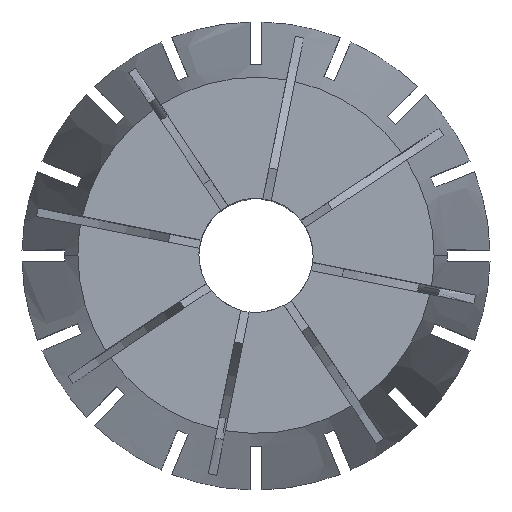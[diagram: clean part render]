
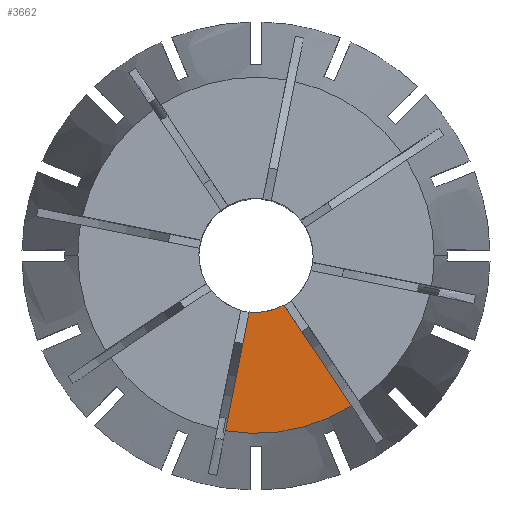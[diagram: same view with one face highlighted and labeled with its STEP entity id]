
A CAD part, top view. The second image highlights one B-rep face of the part: STEP entity #3662.
In plain terms, the highlighted planar face has unit normal (0, 0, 1).
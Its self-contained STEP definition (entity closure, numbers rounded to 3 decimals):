
#206 = VERTEX_POINT ( 'NONE', #1995 ) ;
#248 = EDGE_CURVE ( 'NONE', #4642, #206, #3658, .T. ) ;
#342 = CARTESIAN_POINT ( 'NONE',  ( 8.35, -13.172, 0. ) ) ;
#379 = DIRECTION ( 'NONE',  ( -1., 0., 0. ) ) ;
#961 = CIRCLE ( 'NONE', #6084, 15.595 ) ;
#1013 = CIRCLE ( 'NONE', #1856, 5. ) ;
#1614 = VERTEX_POINT ( 'NONE', #3084 ) ;
#1685 = EDGE_LOOP ( 'NONE', ( #1880, #2807, #2927, #6895 ) ) ;
#1840 = DIRECTION ( 'NONE',  ( 0., 0., 1. ) ) ;
#1856 = AXIS2_PLACEMENT_3D ( 'NONE', #5311, #1840, #3569 ) ;
#1880 = ORIENTED_EDGE ( 'NONE', *, *, #248, .T. ) ;
#1995 = CARTESIAN_POINT ( 'NONE',  ( 2.458, -4.354, 0. ) ) ;
#2105 = EDGE_CURVE ( 'NONE', #1614, #206, #1013, .T. ) ;
#2214 = VERTEX_POINT ( 'NONE', #4220 ) ;
#2710 = CARTESIAN_POINT ( 'NONE',  ( 0.368, -0.073, 0. ) ) ;
#2754 = VECTOR ( 'NONE', #6147, 1000. ) ;
#2807 = ORIENTED_EDGE ( 'NONE', *, *, #2105, .F. ) ;
#2927 = ORIENTED_EDGE ( 'NONE', *, *, #6130, .T. ) ;
#3084 = CARTESIAN_POINT ( 'NONE',  ( -0.605, -4.963, 0. ) ) ;
#3248 = CARTESIAN_POINT ( 'NONE',  ( 0., 0., 0. ) ) ;
#3269 = PLANE ( 'NONE',  #3546 ) ;
#3546 = AXIS2_PLACEMENT_3D ( 'NONE', #3248, #6850, #379 ) ;
#3569 = DIRECTION ( 'NONE',  ( 1., 0., 0. ) ) ;
#3658 = LINE ( 'NONE', #4419, #2754 ) ;
#3662 = ADVANCED_FACE ( 'NONE', ( #6577 ), #3269, .F. ) ;
#3863 = DIRECTION ( 'NONE',  ( -0.195, -0.981, 0. ) ) ;
#4220 = CARTESIAN_POINT ( 'NONE',  ( -2.674, -15.365, 0. ) ) ;
#4419 = CARTESIAN_POINT ( 'NONE',  ( -0.312, -0.208, 0. ) ) ;
#4642 = VERTEX_POINT ( 'NONE', #342 ) ;
#4688 = VECTOR ( 'NONE', #3863, 1000. ) ;
#4810 = DIRECTION ( 'NONE',  ( 0., 0., 1. ) ) ;
#4968 = LINE ( 'NONE', #2710, #4688 ) ;
#5311 = CARTESIAN_POINT ( 'NONE',  ( 0., 0., 0. ) ) ;
#5344 = DIRECTION ( 'NONE',  ( 1., 0., 0. ) ) ;
#5942 = CARTESIAN_POINT ( 'NONE',  ( 0., 0., 0. ) ) ;
#6084 = AXIS2_PLACEMENT_3D ( 'NONE', #5942, #4810, #5344 ) ;
#6130 = EDGE_CURVE ( 'NONE', #1614, #2214, #4968, .T. ) ;
#6147 = DIRECTION ( 'NONE',  ( -0.556, 0.831, 0. ) ) ;
#6577 = FACE_OUTER_BOUND ( 'NONE', #1685, .T. ) ;
#6850 = DIRECTION ( 'NONE',  ( 0., 0., -1. ) ) ;
#6895 = ORIENTED_EDGE ( 'NONE', *, *, #7304, .T. ) ;
#7304 = EDGE_CURVE ( 'NONE', #2214, #4642, #961, .T. ) ;
